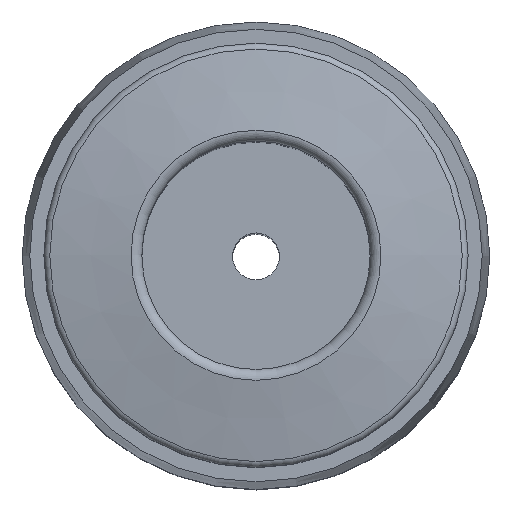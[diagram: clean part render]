
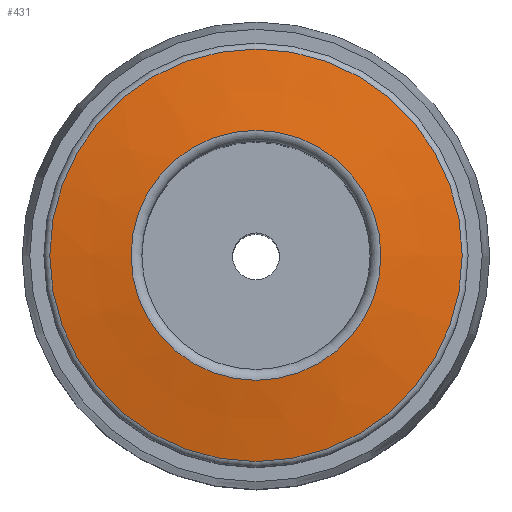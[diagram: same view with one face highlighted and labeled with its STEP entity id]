
A CAD part, top view. The second image highlights one B-rep face of the part: STEP entity #431.
In plain terms, the highlighted conical face has half-angle 80 degrees and reference radius 3.475 mm.
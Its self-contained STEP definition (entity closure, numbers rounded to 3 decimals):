
#39=ORIENTED_EDGE('',*,*,#87,.F.);
#40=ORIENTED_EDGE('',*,*,#88,.T.);
#87=EDGE_CURVE('',#111,#111,#135,.T.);
#88=EDGE_CURVE('',#112,#112,#136,.T.);
#111=VERTEX_POINT('',#609);
#112=VERTEX_POINT('',#611);
#135=CIRCLE('',#461,5.735);
#136=CIRCLE('',#462,3.475);
#159=EDGE_LOOP('',(#39));
#160=EDGE_LOOP('',(#40));
#207=FACE_BOUND('',#159,.T.);
#208=FACE_BOUND('',#160,.T.);
#255=CONICAL_SURFACE('',#460,3.475,1.396);
#431=ADVANCED_FACE('',(#207,#208),#255,.T.);
#460=AXIS2_PLACEMENT_3D('',#607,#510,#511);
#461=AXIS2_PLACEMENT_3D('',#608,#512,#513);
#462=AXIS2_PLACEMENT_3D('',#610,#514,#515);
#510=DIRECTION('',(0.,0.,-1.));
#511=DIRECTION('',(-1.,0.,0.));
#512=DIRECTION('',(0.,0.,-1.));
#513=DIRECTION('',(-1.,0.,0.));
#514=DIRECTION('',(0.,0.,-1.));
#515=DIRECTION('',(-1.,0.,0.));
#607=CARTESIAN_POINT('',(0.,0.,37.8));
#608=CARTESIAN_POINT('',(0.,0.,37.402));
#609=CARTESIAN_POINT('',(-5.735,0.,37.402));
#610=CARTESIAN_POINT('',(0.,0.,37.8));
#611=CARTESIAN_POINT('',(-3.475,0.,37.8));
